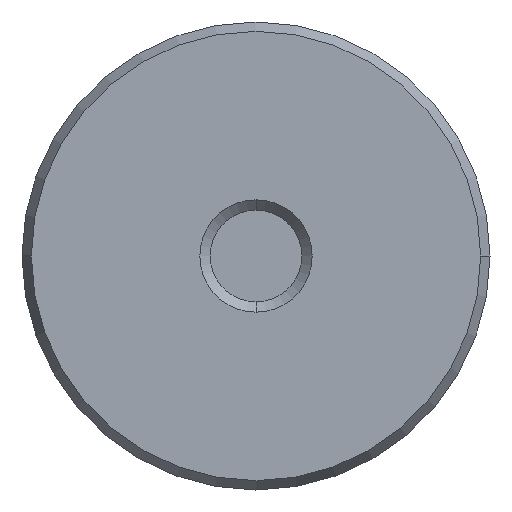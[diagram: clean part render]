
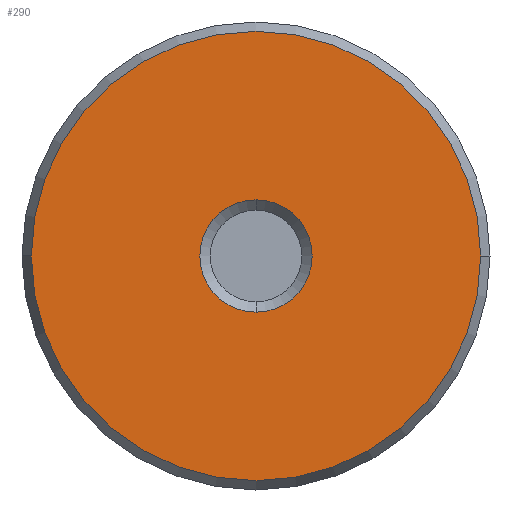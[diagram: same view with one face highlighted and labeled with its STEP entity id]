
A CAD part, front view. The second image highlights one B-rep face of the part: STEP entity #290.
In plain terms, the highlighted planar face has unit normal (0, -1, 0).
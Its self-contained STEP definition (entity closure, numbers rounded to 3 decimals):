
#290=ADVANCED_FACE('',(#753,#754),#755,.T.);
#753=FACE_OUTER_BOUND('',#1391,.T.);
#754=FACE_BOUND('',#1392,.T.);
#755=PLANE('',#1393);
#1391=EDGE_LOOP('',(#2139,#2140));
#1392=EDGE_LOOP('',(#2141,#2142));
#1393=AXIS2_PLACEMENT_3D('',#2143,#2144,#2145);
#2139=ORIENTED_EDGE('',*,*,#3524,.T.);
#2140=ORIENTED_EDGE('',*,*,#3565,.T.);
#2141=ORIENTED_EDGE('',*,*,#3576,.T.);
#2142=ORIENTED_EDGE('',*,*,#3504,.T.);
#2143=CARTESIAN_POINT('',(5.0,0.0,0.0));
#2144=DIRECTION('',(0.0,-1.0,-0.0));
#2145=DIRECTION('',(0.0,0.0,-1.0));
#3504=EDGE_CURVE('',#4081,#4078,#4082,.T.);
#3524=EDGE_CURVE('',#4109,#4113,#4115,.T.);
#3565=EDGE_CURVE('',#4113,#4109,#4170,.T.);
#3576=EDGE_CURVE('',#4078,#4081,#4181,.T.);
#4078=VERTEX_POINT('',#4820);
#4081=VERTEX_POINT('',#4824);
#4082=CIRCLE('',#4825,3.0);
#4109=VERTEX_POINT('',#4859);
#4113=VERTEX_POINT('',#4864);
#4115=CIRCLE('',#4867,12.0);
#4170=CIRCLE('',#4934,12.0);
#4181=CIRCLE('',#4945,3.0);
#4820=CARTESIAN_POINT('',(0.0,0.0,3.0));
#4824=CARTESIAN_POINT('',(0.,0.0,-3.0));
#4825=AXIS2_PLACEMENT_3D('',#5832,#5833,#5834);
#4859=CARTESIAN_POINT('',(12.0,0.,0.0));
#4864=CARTESIAN_POINT('',(-12.0,0.,0.));
#4867=AXIS2_PLACEMENT_3D('',#5862,#5863,#5864);
#4934=AXIS2_PLACEMENT_3D('',#5922,#5923,#5924);
#4945=AXIS2_PLACEMENT_3D('',#5940,#5941,#5942);
#5832=CARTESIAN_POINT('',(0.0,0.0,0.0));
#5833=DIRECTION('',(0.0,1.0,0.0));
#5834=DIRECTION('',(0.0,0.0,1.0));
#5862=CARTESIAN_POINT('',(0.0,0.,0.0));
#5863=DIRECTION('',(0.0,-1.0,0.0));
#5864=DIRECTION('',(1.0,0.0,0.0));
#5922=CARTESIAN_POINT('',(0.0,0.,0.0));
#5923=DIRECTION('',(0.0,-1.0,0.0));
#5924=DIRECTION('',(1.0,0.0,0.0));
#5940=CARTESIAN_POINT('',(0.0,0.0,0.0));
#5941=DIRECTION('',(0.0,1.0,0.0));
#5942=DIRECTION('',(0.0,0.0,1.0));
